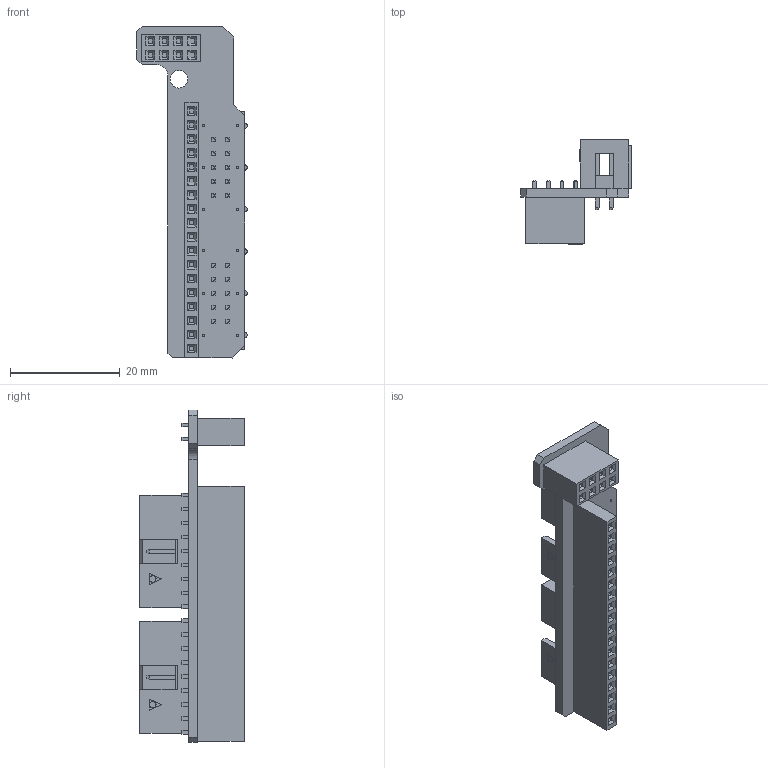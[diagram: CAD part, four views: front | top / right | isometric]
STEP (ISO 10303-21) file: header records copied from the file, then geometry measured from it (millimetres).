
FILE_DESCRIPTION(/* description */ (''),/* implementation_level */ '2;1');
FILE_NAME(/* name */ 'Smart adapter conector LCD Ramps 1.4.stp',/* time_stamp */ '2019-05-26T23:23:06-03:00',/* author */ ('Adebott Projetos'),/* organization */ (''),/* preprocessor_version */ 'ST-DEVELOPER v16.1',/* originating_system */ 'Autodesk Inventor 2016',/* authorisation */ '');
FILE_SCHEMA (('CONFIG_CONTROL_DESIGN'));
Length unit declared in the file: millimetre
Products named in the file (1): Smart adapter conector LCD Ramps 1.4
Bounding box: 20.12 x 19 x 60.4 mm (x, y, z)
Volume: 4275.8 mm3; surface area: 7061.9 mm2
Topology: 5 solids, 5 shells, 1322 faces, 3157 edges, 1957 vertices
Faces by surface type: plane 1252, bspline 36, cylinder 22, sphere 12
Full cylindrical faces by diameter (mm): 0.4 x12, 1.2 x2, 3.2 x1
Entity records: 40171 total; most frequent: CARTESIAN_POINT 8532, ORIENTED_EDGE 6234, DIRECTION 5687, EDGE_CURVE 3117, LINE 2977, VECTOR 2977, VERTEX_POINT 1944, EDGE_LOOP 1587
